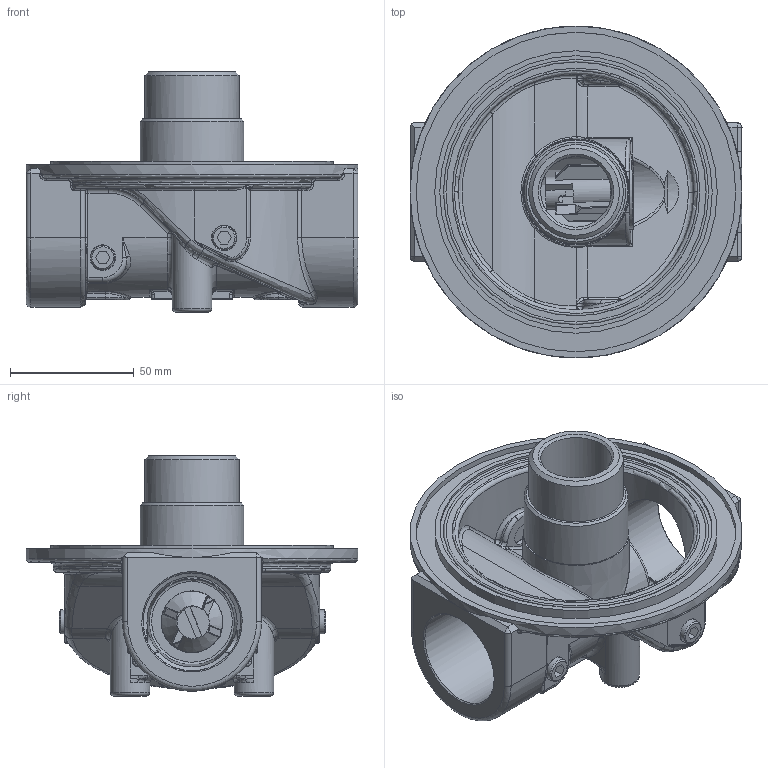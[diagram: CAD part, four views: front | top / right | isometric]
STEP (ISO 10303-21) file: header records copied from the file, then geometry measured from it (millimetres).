
FILE_DESCRIPTION(/* description */ ('Unknown'),/* implementation_level */ '2;1');
FILE_NAME(/* name */ 'OF.25200-001',/* time_stamp */ '2023-07-27T10:53:55+02:00',/* author */ ('Unknown'),/* organization */ ('Unknown'),/* preprocessor_version */ 'ST-DEVELOPER v18.102',/* originating_system */ 'Solid Edge',/* authorisation */ 'Unknown');
FILE_SCHEMA (('AUTOMOTIVE_DESIGN {1 0 10303 214 3 1 1}'));
Products named in the file (2): OF; OF.25200
Assembly tree (1 placements, depth 2):
  OF
    OF.25200
Bounding box: 134 x 134 x 97 mm (x, y, z)
Volume: 246168.2 mm3; surface area: 89047.5 mm2
Topology: 1 solids, 1 shells, 701 faces, 1729 edges, 1019 vertices
Faces by surface type: cylinder 207, plane 185, bspline 163, torus 84, cone 40, sphere 22
Full cylindrical faces by diameter (mm): 6.75 x2, 8.8 x2, 9 x1, 9.728 x4, 16 x2, 25 x1, 26 x1, 28.5 x1, 30 x1, 33 x1, 38.1 x1, 39.5 x2, 41.91 x1, 95 x1, 100 x1, 105 x1, 110 x1, 114 x1, 129 x1, 134 x1
Entity records: 39717 total; most frequent: CARTESIAN_POINT 26260, ORIENTED_EDGE 3214, DIRECTION 1831, EDGE_CURVE 1607, VERTEX_POINT 995, B_SPLINE_CURVE_WITH_KNOTS 979, EDGE_LOOP 794, FACE_BOUND 794
